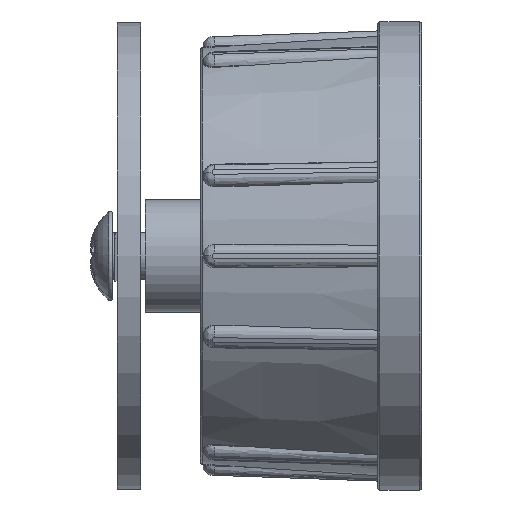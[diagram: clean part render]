
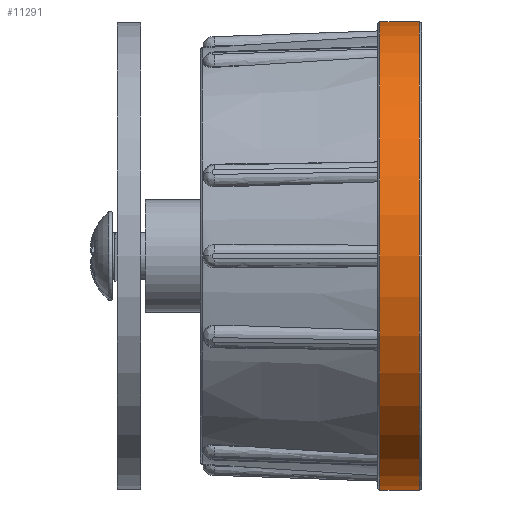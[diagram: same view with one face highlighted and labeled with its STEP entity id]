
A CAD part, left-side view. The second image highlights one B-rep face of the part: STEP entity #11291.
In plain terms, the highlighted cylindrical face has radius 12.7 mm (diameter 25.4 mm), a partial arc.
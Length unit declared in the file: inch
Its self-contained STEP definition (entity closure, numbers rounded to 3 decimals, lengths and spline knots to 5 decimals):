
#2967 = CARTESIAN_POINT ( 'NONE',  ( 0., 0.005, -0.5 ) ) ;
#3062 = CARTESIAN_POINT ( 'NONE',  ( 0., 0.089, -0.5 ) ) ;
#7322 = DIRECTION ( 'NONE',  ( 0., 0., 1. ) ) ;
#7323 = DIRECTION ( 'NONE',  ( 0., 1., 0. ) ) ;
#7324 = AXIS2_PLACEMENT_3D ( 'NONE', #7434, #7323, #7322 ) ;
#7328 = CIRCLE ( 'NONE', #7324, 0.5 ) ;
#7434 = CARTESIAN_POINT ( 'NONE',  ( 0., 0.005, 0. ) ) ;
#7673 = AXIS2_PLACEMENT_3D ( 'NONE', #7676, #7840, #7678 ) ;
#7676 = CARTESIAN_POINT ( 'NONE',  ( 0., 0.089, 0. ) ) ;
#7678 = DIRECTION ( 'NONE',  ( 0., 0., 1. ) ) ;
#7742 = CIRCLE ( 'NONE', #7673, 0.5 ) ;
#7840 = DIRECTION ( 'NONE',  ( 0., 1., 0. ) ) ;
#7859 = CYLINDRICAL_SURFACE ( 'NONE', #8002, 0.5 ) ;
#7866 = DIRECTION ( 'NONE',  ( 0., 1., 0. ) ) ;
#7989 = DIRECTION ( 'NONE',  ( 0., 0., 1. ) ) ;
#8000 = CARTESIAN_POINT ( 'NONE',  ( 0., 0.67444, 0. ) ) ;
#8002 = AXIS2_PLACEMENT_3D ( 'NONE', #8000, #7866, #7989 ) ;
#8026 = FACE_OUTER_BOUND ( 'NONE', #11098, .T. ) ;
#10343 = VERTEX_POINT ( 'NONE', #2967 ) ;
#10347 = VERTEX_POINT ( 'NONE', #3062 ) ;
#11098 = EDGE_LOOP ( 'NONE', ( #11138, #11140, #11261, #11150 ) ) ;
#11138 = ORIENTED_EDGE ( 'NONE', *, *, #14296, .F. ) ;
#11140 = ORIENTED_EDGE ( 'NONE', *, *, #11142, .T. ) ;
#11142 = EDGE_CURVE ( 'NONE', #10343, #14264, #7328, .T. ) ;
#11150 = ORIENTED_EDGE ( 'NONE', *, *, #11239, .F. ) ;
#11239 = EDGE_CURVE ( 'NONE', #10347, #14289, #7742, .T. ) ;
#11261 = ORIENTED_EDGE ( 'NONE', *, *, #14220, .T. ) ;
#11291 = ADVANCED_FACE ( 'NONE', ( #8026 ), #7859, .T. ) ;
#14220 = EDGE_CURVE ( 'NONE', #14264, #14289, #14593, .T. ) ;
#14264 = VERTEX_POINT ( 'NONE', #14955 ) ;
#14289 = VERTEX_POINT ( 'NONE', #15095 ) ;
#14296 = EDGE_CURVE ( 'NONE', #10343, #10347, #15054, .T. ) ;
#14593 = LINE ( 'NONE', #14633, #14603 ) ;
#14603 = VECTOR ( 'NONE', #14632, 39.37008 ) ;
#14632 = DIRECTION ( 'NONE',  ( 0., 1., 0. ) ) ;
#14633 = CARTESIAN_POINT ( 'NONE',  ( 0., 0.67444, 0.5 ) ) ;
#14955 = CARTESIAN_POINT ( 'NONE',  ( 0., 0.005, 0.5 ) ) ;
#15047 = DIRECTION ( 'NONE',  ( 0., 1., 0. ) ) ;
#15054 = LINE ( 'NONE', #15063, #15062 ) ;
#15062 = VECTOR ( 'NONE', #15047, 39.37008 ) ;
#15063 = CARTESIAN_POINT ( 'NONE',  ( 0., 0.67444, -0.5 ) ) ;
#15095 = CARTESIAN_POINT ( 'NONE',  ( 0., 0.089, 0.5 ) ) ;
